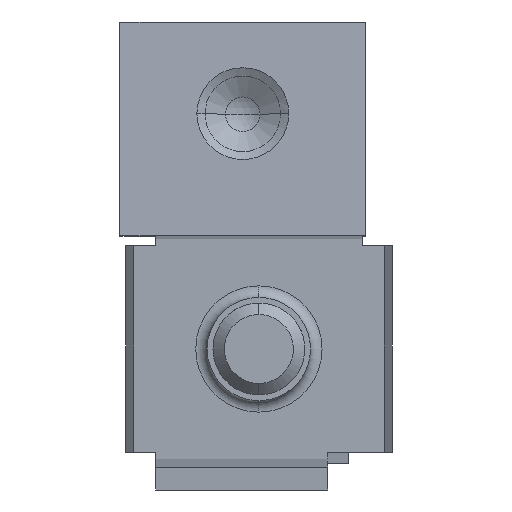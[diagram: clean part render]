
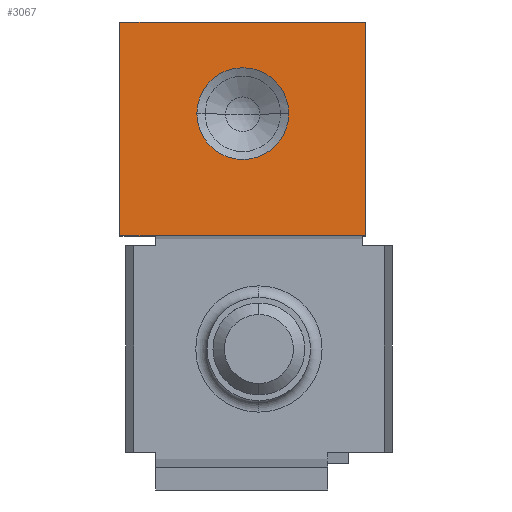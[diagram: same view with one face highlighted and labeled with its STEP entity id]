
A CAD part, front view. The second image highlights one B-rep face of the part: STEP entity #3067.
In plain terms, the highlighted face is planar.
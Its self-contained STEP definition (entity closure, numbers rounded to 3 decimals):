
#18 = LINE ( 'NONE', #1511, #4806 ) ;
#25 = LINE ( 'NONE', #1246, #5550 ) ;
#127 = CARTESIAN_POINT ( 'NONE',  ( -14.24, 6.05, -7.675 ) ) ;
#147 = VERTEX_POINT ( 'NONE', #3477 ) ;
#235 = CARTESIAN_POINT ( 'NONE',  ( -4.922, -4.65, -8. ) ) ;
#549 = VERTEX_POINT ( 'NONE', #723 ) ;
#689 = DIRECTION ( 'NONE',  ( 0.999, 0., -0.035 ) ) ;
#723 = CARTESIAN_POINT ( 'NONE',  ( -4.922, 6.05, -8. ) ) ;
#734 = DIRECTION ( 'NONE',  ( 0., 1., 0. ) ) ;
#889 = CIRCLE ( 'NONE', #1754, 1.65 ) ;
#899 = DIRECTION ( 'NONE',  ( 0.999, 0., -0.035 ) ) ;
#1052 = PLANE ( 'NONE',  #3148 ) ;
#1246 = CARTESIAN_POINT ( 'NONE',  ( -4.922, -4.65, -8. ) ) ;
#1267 = DIRECTION ( 'NONE',  ( 0.035, 0., 0.999 ) ) ;
#1332 = DIRECTION ( 'NONE',  ( 0., 1., 0. ) ) ;
#1448 = VERTEX_POINT ( 'NONE', #4654 ) ;
#1511 = CARTESIAN_POINT ( 'NONE',  ( -4.922, -4.65, -8. ) ) ;
#1754 = AXIS2_PLACEMENT_3D ( 'NONE', #4774, #2208, #899 ) ;
#2069 = CIRCLE ( 'NONE', #5116, 1.65 ) ;
#2085 = ORIENTED_EDGE ( 'NONE', *, *, #4286, .F. ) ;
#2195 = LINE ( 'NONE', #4608, #2264 ) ;
#2203 = FACE_OUTER_BOUND ( 'NONE', #4863, .T. ) ;
#2208 = DIRECTION ( 'NONE',  ( 0.035, 0., 0.999 ) ) ;
#2264 = VECTOR ( 'NONE', #2693, 1000. ) ;
#2327 = FACE_BOUND ( 'NONE', #4403, .T. ) ;
#2348 = EDGE_CURVE ( 'NONE', #147, #1448, #18, .T. ) ;
#2417 = EDGE_CURVE ( 'NONE', #147, #5285, #4479, .T. ) ;
#2502 = EDGE_CURVE ( 'NONE', #4046, #4413, #2069, .T. ) ;
#2693 = DIRECTION ( 'NONE',  ( 0.999, 0., -0.035 ) ) ;
#2775 = ORIENTED_EDGE ( 'NONE', *, *, #2348, .F. ) ;
#3067 = ADVANCED_FACE ( 'NONE', ( #2327, #2203 ), #1052, .F. ) ;
#3148 = AXIS2_PLACEMENT_3D ( 'NONE', #235, #3708, #689 ) ;
#3384 = ORIENTED_EDGE ( 'NONE', *, *, #5500, .T. ) ;
#3401 = CARTESIAN_POINT ( 'NONE',  ( -14.24, -4.65, -7.675 ) ) ;
#3477 = CARTESIAN_POINT ( 'NONE',  ( -14.24, -4.65, -7.675 ) ) ;
#3708 = DIRECTION ( 'NONE',  ( 0.035, 0., 0.999 ) ) ;
#3824 = DIRECTION ( 'NONE',  ( 0.999, 0., -0.035 ) ) ;
#4046 = VERTEX_POINT ( 'NONE', #5315 ) ;
#4214 = VECTOR ( 'NONE', #734, 1000. ) ;
#4260 = CARTESIAN_POINT ( 'NONE',  ( -10.242, 0.7, -7.814 ) ) ;
#4271 = ORIENTED_EDGE ( 'NONE', *, *, #4978, .T. ) ;
#4286 = EDGE_CURVE ( 'NONE', #1448, #549, #25, .T. ) ;
#4403 = EDGE_LOOP ( 'NONE', ( #4917, #4271 ) ) ;
#4413 = VERTEX_POINT ( 'NONE', #5223 ) ;
#4454 = ORIENTED_EDGE ( 'NONE', *, *, #2417, .T. ) ;
#4479 = LINE ( 'NONE', #3401, #4214 ) ;
#4608 = CARTESIAN_POINT ( 'NONE',  ( -4.922, 6.05, -8. ) ) ;
#4654 = CARTESIAN_POINT ( 'NONE',  ( -4.922, -4.65, -8. ) ) ;
#4774 = CARTESIAN_POINT ( 'NONE',  ( -10.242, 0.7, -7.814 ) ) ;
#4806 = VECTOR ( 'NONE', #5411, 1000. ) ;
#4863 = EDGE_LOOP ( 'NONE', ( #3384, #2085, #2775, #4454 ) ) ;
#4917 = ORIENTED_EDGE ( 'NONE', *, *, #2502, .T. ) ;
#4978 = EDGE_CURVE ( 'NONE', #4413, #4046, #889, .T. ) ;
#5116 = AXIS2_PLACEMENT_3D ( 'NONE', #4260, #1267, #3824 ) ;
#5223 = CARTESIAN_POINT ( 'NONE',  ( -11.891, 0.7, -7.757 ) ) ;
#5285 = VERTEX_POINT ( 'NONE', #127 ) ;
#5315 = CARTESIAN_POINT ( 'NONE',  ( -8.593, 0.7, -7.872 ) ) ;
#5411 = DIRECTION ( 'NONE',  ( 0.999, 0., -0.035 ) ) ;
#5500 = EDGE_CURVE ( 'NONE', #5285, #549, #2195, .T. ) ;
#5550 = VECTOR ( 'NONE', #1332, 1000. ) ;
